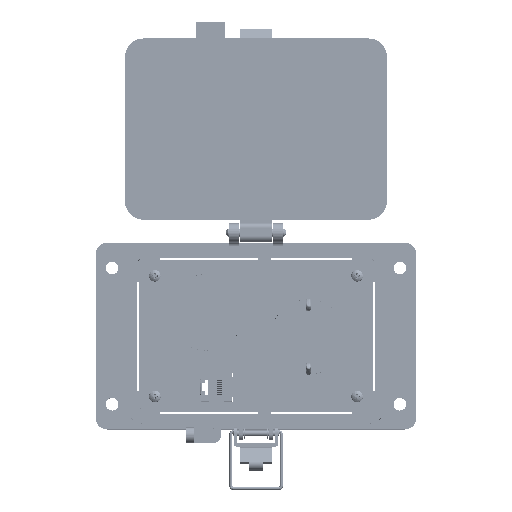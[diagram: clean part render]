
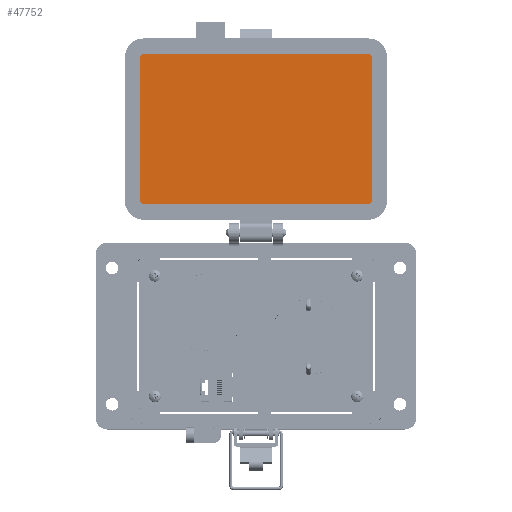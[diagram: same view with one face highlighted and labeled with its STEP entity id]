
A CAD part, top view. The second image highlights one B-rep face of the part: STEP entity #47752.
In plain terms, the highlighted planar face has unit normal (0, 0, 1).
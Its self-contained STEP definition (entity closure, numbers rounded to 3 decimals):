
#1116 = CIRCLE ( 'NONE', #9759, 1.785 ) ;
#3160 = LINE ( 'NONE', #72104, #74431 ) ;
#9244 = VECTOR ( 'NONE', #109595, 1000. ) ;
#9759 = AXIS2_PLACEMENT_3D ( 'NONE', #79897, #26428, #88802 ) ;
#10351 = EDGE_CURVE ( 'NONE', #85947, #11332, #12119, .T. ) ;
#11332 = VERTEX_POINT ( 'NONE', #66888 ) ;
#12119 = LINE ( 'NONE', #38972, #9244 ) ;
#13347 = DIRECTION ( 'NONE',  ( 0., 0., 1. ) ) ;
#15353 = CARTESIAN_POINT ( 'NONE',  ( 57.717, 143.334, 8.694 ) ) ;
#15848 = EDGE_CURVE ( 'NONE', #69915, #61075, #3160, .T. ) ;
#17474 = CARTESIAN_POINT ( 'NONE',  ( 57.717, 69.55, 8.694 ) ) ;
#19809 = DIRECTION ( 'NONE',  ( 0., 0., -1. ) ) ;
#19840 = CARTESIAN_POINT ( 'NONE',  ( -59.505, 143.334, 8.694 ) ) ;
#20401 = DIRECTION ( 'NONE',  ( 0., 1., 0. ) ) ;
#24351 = DIRECTION ( 'NONE',  ( 0., -1., 0. ) ) ;
#25285 = EDGE_CURVE ( 'NONE', #95210, #69915, #101305, .T. ) ;
#26428 = DIRECTION ( 'NONE',  ( 0., 0., -1. ) ) ;
#28457 = CIRCLE ( 'NONE', #100503, 1.785 ) ;
#29355 = VECTOR ( 'NONE', #64643, 1000. ) ;
#29866 = ORIENTED_EDGE ( 'NONE', *, *, #60833, .F. ) ;
#33157 = DIRECTION ( 'NONE',  ( 0., 0., -1. ) ) ;
#37925 = EDGE_CURVE ( 'NONE', #61075, #39803, #93740, .T. ) ;
#38972 = CARTESIAN_POINT ( 'NONE',  ( 57.717, 145.119, 8.694 ) ) ;
#39147 = EDGE_CURVE ( 'NONE', #108932, #95210, #103375, .T. ) ;
#39803 = VERTEX_POINT ( 'NONE', #84372 ) ;
#39954 = PLANE ( 'NONE',  #99917 ) ;
#46684 = CARTESIAN_POINT ( 'NONE',  ( 59.502, 69.55, 8.694 ) ) ;
#47752 = ADVANCED_FACE ( 'NONE', ( #88674 ), #39954, .T. ) ;
#51276 = EDGE_LOOP ( 'NONE', ( #29866, #62666, #111389, #87677, #98736, #61686, #68418, #113278 ) ) ;
#60833 = EDGE_CURVE ( 'NONE', #78943, #85947, #1116, .T. ) ;
#61075 = VERTEX_POINT ( 'NONE', #73941 ) ;
#61686 = ORIENTED_EDGE ( 'NONE', *, *, #39147, .F. ) ;
#62666 = ORIENTED_EDGE ( 'NONE', *, *, #76291, .F. ) ;
#64643 = DIRECTION ( 'NONE',  ( 0., -1., 0. ) ) ;
#66809 = CARTESIAN_POINT ( 'NONE',  ( -30.745, 145.119, 8.694 ) ) ;
#66888 = CARTESIAN_POINT ( 'NONE',  ( 57.717, 145.119, 8.694 ) ) ;
#68418 = ORIENTED_EDGE ( 'NONE', *, *, #97051, .F. ) ;
#69915 = VERTEX_POINT ( 'NONE', #105897 ) ;
#72104 = CARTESIAN_POINT ( 'NONE',  ( -57.72, 67.765, 8.694 ) ) ;
#73113 = CARTESIAN_POINT ( 'NONE',  ( -57.72, 145.119, 8.694 ) ) ;
#73233 = CARTESIAN_POINT ( 'NONE',  ( -57.72, 69.55, 8.694 ) ) ;
#73941 = CARTESIAN_POINT ( 'NONE',  ( -57.72, 67.765, 8.694 ) ) ;
#74431 = VECTOR ( 'NONE', #107693, 1000. ) ;
#75743 = DIRECTION ( 'NONE',  ( 0., -1., 0. ) ) ;
#76291 = EDGE_CURVE ( 'NONE', #39803, #78943, #115816, .T. ) ;
#77776 = DIRECTION ( 'NONE',  ( 0., 0., -1. ) ) ;
#78134 = DIRECTION ( 'NONE',  ( 0., -1., 0. ) ) ;
#78943 = VERTEX_POINT ( 'NONE', #19840 ) ;
#79897 = CARTESIAN_POINT ( 'NONE',  ( -57.72, 143.334, 8.694 ) ) ;
#82211 = DIRECTION ( 'NONE',  ( 0., -1., 0. ) ) ;
#84372 = CARTESIAN_POINT ( 'NONE',  ( -59.505, 69.55, 8.694 ) ) ;
#85947 = VERTEX_POINT ( 'NONE', #73113 ) ;
#87677 = ORIENTED_EDGE ( 'NONE', *, *, #15848, .F. ) ;
#88674 = FACE_OUTER_BOUND ( 'NONE', #51276, .T. ) ;
#88802 = DIRECTION ( 'NONE',  ( 0., -1., 0. ) ) ;
#90251 = AXIS2_PLACEMENT_3D ( 'NONE', #17474, #33157, #78134 ) ;
#92008 = VECTOR ( 'NONE', #20401, 1000. ) ;
#93740 = CIRCLE ( 'NONE', #96295, 1.785 ) ;
#95210 = VERTEX_POINT ( 'NONE', #95947 ) ;
#95947 = CARTESIAN_POINT ( 'NONE',  ( 59.502, 69.55, 8.694 ) ) ;
#96295 = AXIS2_PLACEMENT_3D ( 'NONE', #73233, #19809, #82211 ) ;
#97051 = EDGE_CURVE ( 'NONE', #11332, #108932, #28457, .T. ) ;
#98736 = ORIENTED_EDGE ( 'NONE', *, *, #25285, .F. ) ;
#99917 = AXIS2_PLACEMENT_3D ( 'NONE', #66809, #13347, #75743 ) ;
#100503 = AXIS2_PLACEMENT_3D ( 'NONE', #15353, #77776, #24351 ) ;
#101305 = CIRCLE ( 'NONE', #90251, 1.785 ) ;
#103375 = LINE ( 'NONE', #46684, #29355 ) ;
#104171 = CARTESIAN_POINT ( 'NONE',  ( 59.502, 143.334, 8.694 ) ) ;
#105897 = CARTESIAN_POINT ( 'NONE',  ( 57.717, 67.765, 8.694 ) ) ;
#107693 = DIRECTION ( 'NONE',  ( -1., 0., 0. ) ) ;
#108932 = VERTEX_POINT ( 'NONE', #104171 ) ;
#109392 = CARTESIAN_POINT ( 'NONE',  ( -59.505, 143.334, 8.694 ) ) ;
#109595 = DIRECTION ( 'NONE',  ( 1., 0., 0. ) ) ;
#111389 = ORIENTED_EDGE ( 'NONE', *, *, #37925, .F. ) ;
#113278 = ORIENTED_EDGE ( 'NONE', *, *, #10351, .F. ) ;
#115816 = LINE ( 'NONE', #109392, #92008 ) ;
